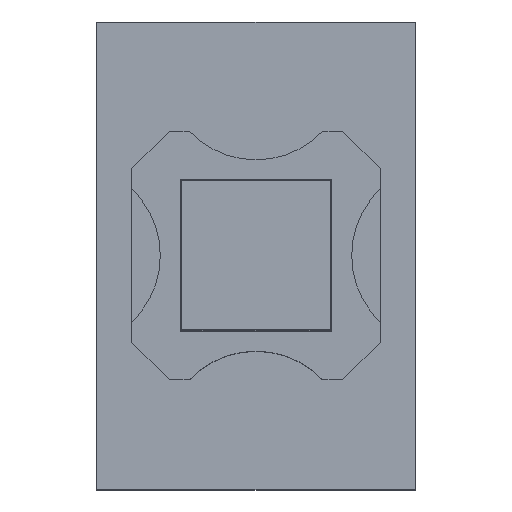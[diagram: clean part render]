
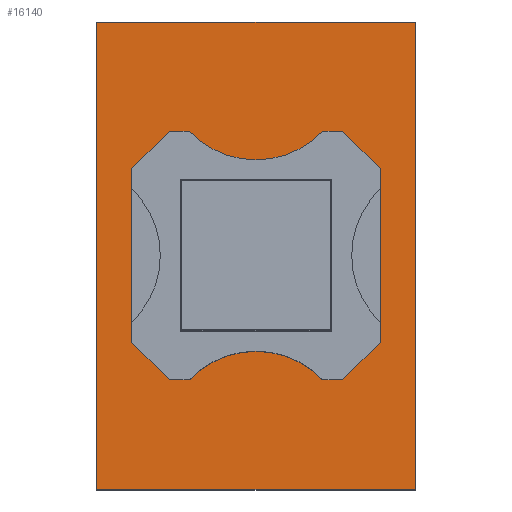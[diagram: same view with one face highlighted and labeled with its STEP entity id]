
A CAD part, top view. The second image highlights one B-rep face of the part: STEP entity #16140.
In plain terms, the highlighted planar face has unit normal (0, 0, 1).
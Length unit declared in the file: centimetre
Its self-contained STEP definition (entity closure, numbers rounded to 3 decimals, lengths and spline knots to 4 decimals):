
#183=FACE_BOUND('',#2044,.T.);
#507=CIRCLE('',#16929,0.371);
#508=CIRCLE('',#16931,0.371);
#1157=FACE_OUTER_BOUND('',#2043,.T.);
#2043=EDGE_LOOP('',(#12628,#12629,#12630,#12631));
#2044=EDGE_LOOP('',(#12632,#12633,#12634,#12635,#12636,#12637,#12638,#12639,
#12640,#12641,#12642,#12643));
#3364=LINE('',#25983,#5304);
#3414=LINE('',#26101,#5354);
#3416=LINE('',#26105,#5356);
#3419=LINE('',#26110,#5359);
#3423=LINE('',#26119,#5363);
#3425=LINE('',#26122,#5365);
#3427=LINE('',#26126,#5367);
#3429=LINE('',#26130,#5369);
#3430=LINE('',#26132,#5370);
#3432=LINE('',#26136,#5372);
#3433=LINE('',#26138,#5373);
#3434=LINE('',#26141,#5374);
#3435=LINE('',#26143,#5375);
#3436=LINE('',#26144,#5376);
#5304=VECTOR('',#19034,1.);
#5354=VECTOR('',#19138,1.);
#5356=VECTOR('',#19142,1.);
#5359=VECTOR('',#19147,1.);
#5363=VECTOR('',#19157,1.);
#5365=VECTOR('',#19161,1.);
#5367=VECTOR('',#19165,1.);
#5369=VECTOR('',#19169,1.);
#5370=VECTOR('',#19172,1.);
#5372=VECTOR('',#19176,1.);
#5373=VECTOR('',#19179,1.);
#5374=VECTOR('',#19182,1.);
#5375=VECTOR('',#19183,1.);
#5376=VECTOR('',#19184,1.);
#7167=VERTEX_POINT('',#25980);
#7168=VERTEX_POINT('',#25982);
#7205=VERTEX_POINT('',#26088);
#7206=VERTEX_POINT('',#26089);
#7207=VERTEX_POINT('',#26094);
#7208=VERTEX_POINT('',#26095);
#7209=VERTEX_POINT('',#26100);
#7210=VERTEX_POINT('',#26104);
#7211=VERTEX_POINT('',#26108);
#7212=VERTEX_POINT('',#26116);
#7213=VERTEX_POINT('',#26118);
#7214=VERTEX_POINT('',#26124);
#7215=VERTEX_POINT('',#26128);
#7216=VERTEX_POINT('',#26134);
#7217=VERTEX_POINT('',#26140);
#7218=VERTEX_POINT('',#26142);
#9071=EDGE_CURVE('',#7167,#7168,#3364,.T.);
#9123=EDGE_CURVE('',#7205,#7206,#507,.T.);
#9126=EDGE_CURVE('',#7207,#7208,#508,.T.);
#9129=EDGE_CURVE('',#7209,#7206,#3414,.T.);
#9131=EDGE_CURVE('',#7210,#7208,#3416,.T.);
#9134=EDGE_CURVE('',#7207,#7211,#3419,.T.);
#9138=EDGE_CURVE('',#7213,#7212,#3423,.T.);
#9140=EDGE_CURVE('',#7212,#7210,#3425,.T.);
#9142=EDGE_CURVE('',#7211,#7214,#3427,.T.);
#9144=EDGE_CURVE('',#7214,#7215,#3429,.T.);
#9145=EDGE_CURVE('',#7215,#7209,#3430,.T.);
#9147=EDGE_CURVE('',#7205,#7216,#3432,.T.);
#9148=EDGE_CURVE('',#7216,#7213,#3433,.T.);
#9149=EDGE_CURVE('',#7168,#7217,#3434,.T.);
#9150=EDGE_CURVE('',#7218,#7167,#3435,.T.);
#9151=EDGE_CURVE('',#7217,#7218,#3436,.T.);
#12628=ORIENTED_EDGE('',*,*,#9149,.F.);
#12629=ORIENTED_EDGE('',*,*,#9071,.F.);
#12630=ORIENTED_EDGE('',*,*,#9150,.F.);
#12631=ORIENTED_EDGE('',*,*,#9151,.F.);
#12632=ORIENTED_EDGE('',*,*,#9138,.T.);
#12633=ORIENTED_EDGE('',*,*,#9140,.T.);
#12634=ORIENTED_EDGE('',*,*,#9131,.T.);
#12635=ORIENTED_EDGE('',*,*,#9126,.F.);
#12636=ORIENTED_EDGE('',*,*,#9134,.T.);
#12637=ORIENTED_EDGE('',*,*,#9142,.T.);
#12638=ORIENTED_EDGE('',*,*,#9144,.T.);
#12639=ORIENTED_EDGE('',*,*,#9145,.T.);
#12640=ORIENTED_EDGE('',*,*,#9129,.T.);
#12641=ORIENTED_EDGE('',*,*,#9123,.F.);
#12642=ORIENTED_EDGE('',*,*,#9147,.T.);
#12643=ORIENTED_EDGE('',*,*,#9148,.T.);
#15367=PLANE('',#16944);
#16140=ADVANCED_FACE('',(#1157,#183),#15367,.T.);
#16929=AXIS2_PLACEMENT_3D('',#26090,#19126,#19127);
#16931=AXIS2_PLACEMENT_3D('',#26096,#19132,#19133);
#16944=AXIS2_PLACEMENT_3D('',#26139,#19180,#19181);
#19034=DIRECTION('',(0.,-1.,0.));
#19126=DIRECTION('center_axis',(0.,0.,-1.));
#19127=DIRECTION('ref_axis',(-0.724,-0.69,0.));
#19132=DIRECTION('center_axis',(0.,0.,-1.));
#19133=DIRECTION('ref_axis',(-0.724,-0.69,0.));
#19138=DIRECTION('',(1.,0.,0.));
#19142=DIRECTION('',(-1.,0.,0.));
#19147=DIRECTION('',(-1.,0.,0.));
#19157=DIRECTION('',(0.,-1.,0.));
#19161=DIRECTION('',(-0.707,-0.707,0.));
#19165=DIRECTION('',(-0.707,0.707,0.));
#19169=DIRECTION('',(0.,1.,0.));
#19172=DIRECTION('',(0.707,0.707,0.));
#19176=DIRECTION('',(1.,0.,0.));
#19179=DIRECTION('',(0.707,-0.707,0.));
#19180=DIRECTION('center_axis',(0.,0.,1.));
#19181=DIRECTION('ref_axis',(0.,-1.,0.));
#19182=DIRECTION('',(-1.,0.,0.));
#19183=DIRECTION('',(1.,0.,0.));
#19184=DIRECTION('',(0.,1.,0.));
#25980=CARTESIAN_POINT('',(0.64,0.94,1.45));
#25982=CARTESIAN_POINT('',(0.64,-0.94,1.45));
#25983=CARTESIAN_POINT('',(0.64,-0.94,1.45));
#26088=CARTESIAN_POINT('',(0.2685,0.5,1.45));
#26089=CARTESIAN_POINT('',(-0.2685,0.5,1.45));
#26090=CARTESIAN_POINT('Origin',(0.,0.756,1.45));
#26094=CARTESIAN_POINT('',(-0.2685,-0.5,1.45));
#26095=CARTESIAN_POINT('',(0.2685,-0.5,1.45));
#26096=CARTESIAN_POINT('Origin',(0.,-0.756,1.45));
#26100=CARTESIAN_POINT('',(-0.3485,0.5,1.45));
#26101=CARTESIAN_POINT('',(-0.1743,0.5,1.45));
#26104=CARTESIAN_POINT('',(0.3485,-0.5,1.45));
#26105=CARTESIAN_POINT('',(0.1743,-0.5,1.45));
#26108=CARTESIAN_POINT('',(-0.3485,-0.5,1.45));
#26110=CARTESIAN_POINT('',(0.1743,-0.5,1.45));
#26116=CARTESIAN_POINT('',(0.5,-0.3485,1.45));
#26118=CARTESIAN_POINT('',(0.5,0.3485,1.45));
#26119=CARTESIAN_POINT('',(0.5,0.1743,1.45));
#26122=CARTESIAN_POINT('',(0.4621,-0.3864,1.45));
#26124=CARTESIAN_POINT('',(-0.5,-0.3485,1.45));
#26126=CARTESIAN_POINT('',(-0.3864,-0.4621,1.45));
#26128=CARTESIAN_POINT('',(-0.5,0.3485,1.45));
#26130=CARTESIAN_POINT('',(-0.5,-0.1743,1.45));
#26132=CARTESIAN_POINT('',(-0.4621,0.3864,1.45));
#26134=CARTESIAN_POINT('',(0.3485,0.5,1.45));
#26136=CARTESIAN_POINT('',(-0.1743,0.5,1.45));
#26138=CARTESIAN_POINT('',(0.3864,0.4621,1.45));
#26139=CARTESIAN_POINT('Origin',(0.,0.,1.45));
#26140=CARTESIAN_POINT('',(-0.64,-0.94,1.45));
#26141=CARTESIAN_POINT('',(-0.64,-0.94,1.45));
#26142=CARTESIAN_POINT('',(-0.64,0.94,1.45));
#26143=CARTESIAN_POINT('',(0.64,0.94,1.45));
#26144=CARTESIAN_POINT('',(-0.64,0.94,1.45));
